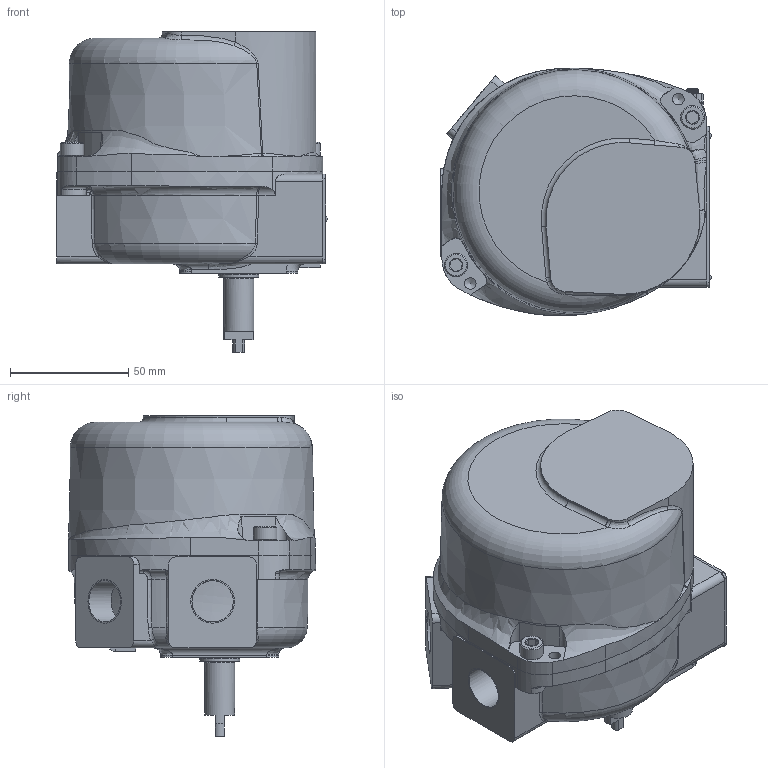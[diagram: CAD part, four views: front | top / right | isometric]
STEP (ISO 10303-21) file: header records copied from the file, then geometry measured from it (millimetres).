
FILE_DESCRIPTION(/* description */ (''),/* implementation_level */ '2;1');
FILE_NAME(/* name */ 'K1X-XXXFXXX.stp',/* time_stamp */ '2020-06-10T10:07:49-04:00',/* author */ ('sdehart'),/* organization */ (''),/* preprocessor_version */ 'ST-DEVELOPER v16.13',/* originating_system */ 'Autodesk Inventor 2018',/* authorisation */ '');
FILE_SCHEMA (('AUTOMOTIVE_DESIGN { 1 0 10303 214 3 1 1 }'));
Products named in the file (7): Assembly1; BASE_BLACK; BASE_RED; BASE_SST; LID_FLAT_BLUE; LID_FLAT_BLUE_1; LID_FLAT_BLUE_2
Assembly tree (6 placements, depth 2):
  Assembly1
    BASE_BLACK
    BASE_RED
    BASE_SST
    LID_FLAT_BLUE
    LID_FLAT_BLUE_1
    LID_FLAT_BLUE_2
Bounding box: 114.44 x 104.58 x 135.6 mm (x, y, z)
Surface area: 274262.3 mm2
Topology: 6 solids, 21 shells, 1487 faces, 3705 edges, 2278 vertices
Faces by surface type: plane 459, cylinder 425, cone 284, bspline 225, torus 67, sphere 27
Full cylindrical faces by diameter (mm): 1.524 x6, 1.725 x6, 2 x6, 4.134 x30, 4.917 x24, 5.2 x3, 5.294 x3, 5.3 x3, 6.5 x6, 6.6 x6, 10 x9, 12.7 x3, 17 x3, 17.475 x2, 18.5 x4, 94.945 x3, 99.363 x2, 99.4 x1
Entity records: 111974 total; most frequent: CARTESIAN_POINT 79189, ORIENTED_EDGE 6632, DIRECTION 6011, EDGE_CURVE 3310, AXIS2_PLACEMENT_3D 2556, VERTEX_POINT 2132, EDGE_LOOP 1745, FACE_OUTER_BOUND 1457
